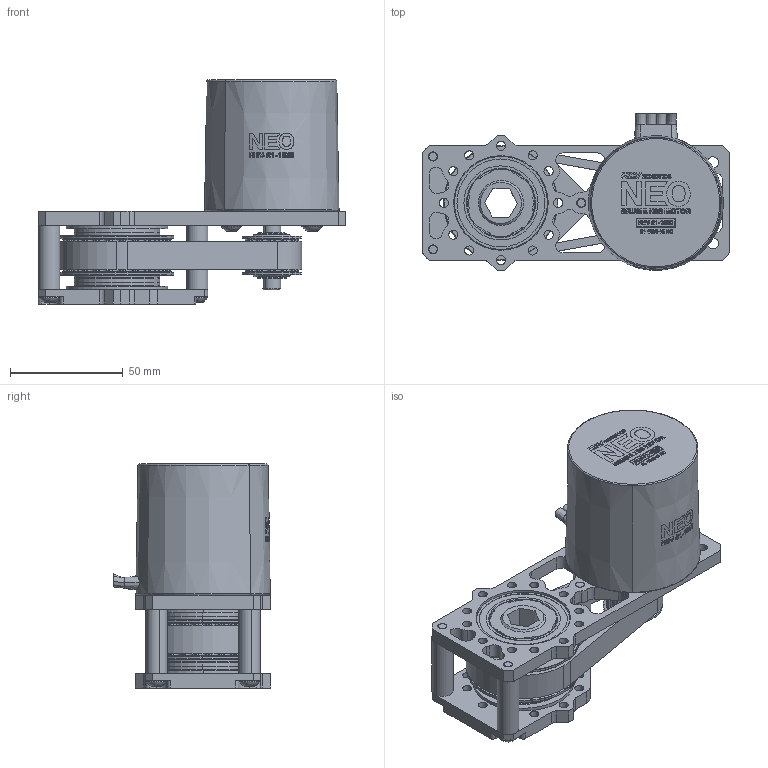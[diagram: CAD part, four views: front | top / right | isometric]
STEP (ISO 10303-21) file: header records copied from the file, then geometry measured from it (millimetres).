
FILE_DESCRIPTION (( 'STEP AP203' ), '1' );
FILE_NAME ('REV-25-2741 (2to1).STEP', '2023-12-28T17:37:38', ( '' ), ( '' ), 'SwSTEP 2.0', 'SolidWorks 2022', '' );
FILE_SCHEMA (( 'CONFIG_CONTROL_DESIGN' ));
Length unit declared in the file: inch
Products named in the file (18): REV-21-2200; REV-25-2224_1x 0.5in Belt (No MAX Hub); Screw_M3x12mm_Thread_Forming; REV-25-2741 (2to1); #10 Unthreaded Spacers_1.125in Long; REV-21-4040_12t_to_24t; REV-21-2079; REV-21-2222; REV-29-2598; F6806ZZ; #10 Button Head Cap Screws_1.500 Long; REV-21-2540_0.0625in Long; #10 Button Head Cap Screws_0.500 Long; REV-21-2739; REV-21-2738; REV-21-1650; REV-21-2599; REV-21-2541
Assembly tree (155 placements, depth 3):
  REV-25-2741 (2to1)
    REV-21-2738  x5
    REV-21-2739  x5
    F6806ZZ  x10
    #10 Unthreaded Spacers_1.125in Long  x15
    #10 Button Head Cap Screws_1.500 Long  x15
    REV-21-2079  x5
    REV-25-2224_1x 0.5in Belt (No MAX Hub)  x5
      REV-21-2222
      Screw_M3x12mm_Thread_Forming
    REV-21-2541  x10
    REV-21-2540_0.0625in Long  x5
    REV-21-2599  x5
    REV-29-2598  x10
    REV-21-2200  x5
    REV-21-4040_12t_to_24t  x5
    REV-21-1650  x5
    #10 Button Head Cap Screws_0.500 Long  x10
Bounding box: 136.53 x 70.1 x 99.53 mm (x, y, z)
Volume: 265317 mm3; surface area: 99633.6 mm2
Topology: 74 solids, 74 shells, 4264 faces, 11414 edges, 7326 vertices
Faces by surface type: cylinder 1215, bspline 1183, plane 885, torus 508, cone 395, sphere 78
Entity records: 656725 total; most frequent: CARTESIAN_POINT 290465, ORIENTED_EDGE 81990, DIRECTION 61395, EDGE_CURVE 40995, VERTEX_POINT 26745, AXIS2_PLACEMENT_3D 22375, LINE 16645, VECTOR 16645
